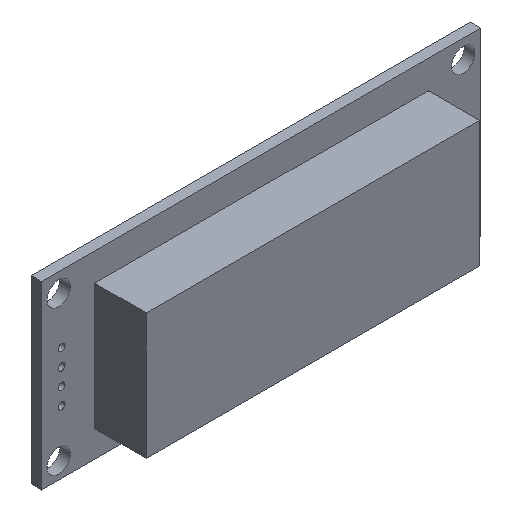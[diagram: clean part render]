
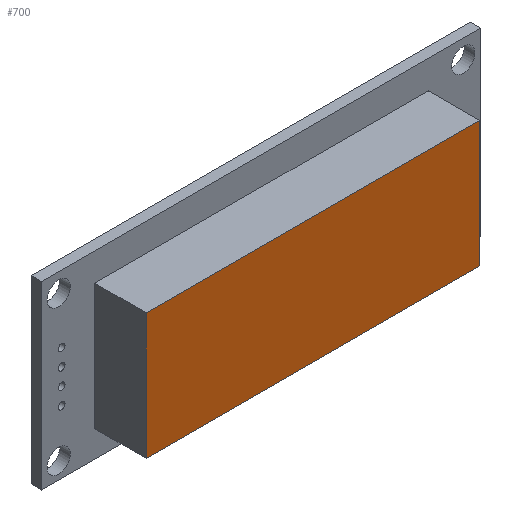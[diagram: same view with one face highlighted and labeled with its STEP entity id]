
A CAD part, isometric view. The second image highlights one B-rep face of the part: STEP entity #700.
In plain terms, the highlighted planar face has unit normal (0, -1, 0).
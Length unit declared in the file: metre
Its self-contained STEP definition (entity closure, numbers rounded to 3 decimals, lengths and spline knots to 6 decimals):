
#139=ORIENTED_EDGE('',*,*,#283,.F.);
#140=ORIENTED_EDGE('',*,*,#284,.T.);
#141=ORIENTED_EDGE('',*,*,#285,.T.);
#142=ORIENTED_EDGE('',*,*,#286,.F.);
#283=EDGE_CURVE('',#355,#356,#407,.T.);
#284=EDGE_CURVE('',#355,#357,#408,.T.);
#285=EDGE_CURVE('',#357,#358,#409,.T.);
#286=EDGE_CURVE('',#356,#358,#410,.T.);
#355=VERTEX_POINT('',#1147);
#356=VERTEX_POINT('',#1148);
#357=VERTEX_POINT('',#1150);
#358=VERTEX_POINT('',#1152);
#407=LINE('',#1146,#467);
#408=LINE('',#1149,#468);
#409=LINE('',#1151,#469);
#410=LINE('',#1153,#470);
#467=VECTOR('',#965,1.);
#468=VECTOR('',#966,1.);
#469=VECTOR('',#967,1.);
#470=VECTOR('',#968,1.);
#530=EDGE_LOOP('',(#139,#140,#141,#142));
#608=FACE_BOUND('',#530,.T.);
#662=PLANE('',#812);
#700=ADVANCED_FACE('',(#608),#662,.T.);
#812=AXIS2_PLACEMENT_3D('',#1145,#963,#964);
#963=DIRECTION('',(0.,-1.,0.));
#964=DIRECTION('',(1.,0.,0.));
#965=DIRECTION('',(0.,0.,1.));
#966=DIRECTION('',(1.,0.,0.));
#967=DIRECTION('',(0.,0.,1.));
#968=DIRECTION('',(1.,0.,0.));
#1145=CARTESIAN_POINT('',(-0.0361,-0.03165,-0.0207));
#1146=CARTESIAN_POINT('',(-0.0612,-0.03165,-0.0208));
#1147=CARTESIAN_POINT('',(-0.0612,-0.03165,-0.0303));
#1148=CARTESIAN_POINT('',(-0.0612,-0.03165,-0.0113));
#1149=CARTESIAN_POINT('',(-0.036075,-0.03165,-0.0303));
#1150=CARTESIAN_POINT('',(-0.01095,-0.03165,-0.0303));
#1151=CARTESIAN_POINT('',(-0.01095,-0.03165,-0.0208));
#1152=CARTESIAN_POINT('',(-0.01095,-0.03165,-0.0113));
#1153=CARTESIAN_POINT('',(-0.036075,-0.03165,-0.0113));
